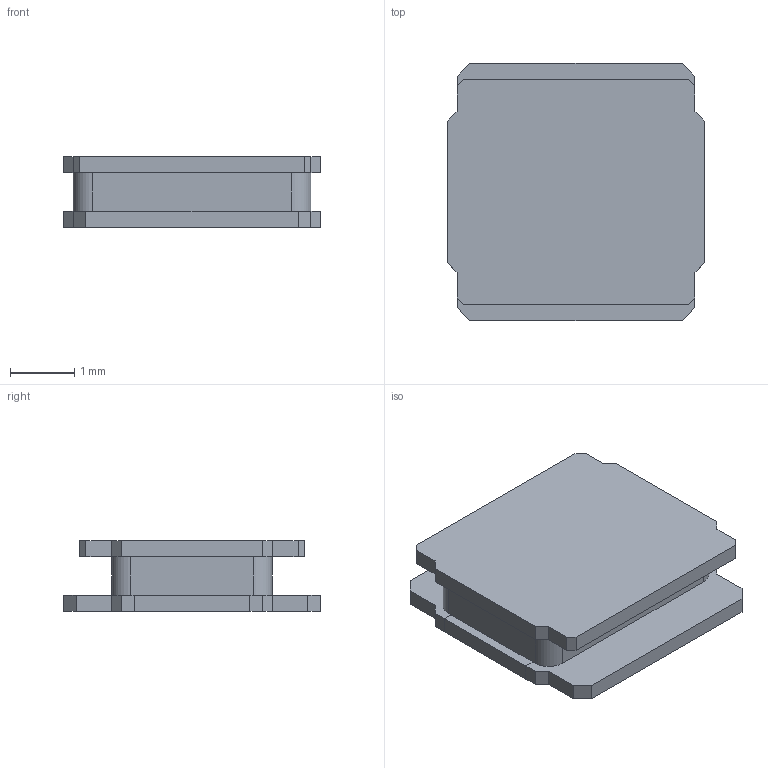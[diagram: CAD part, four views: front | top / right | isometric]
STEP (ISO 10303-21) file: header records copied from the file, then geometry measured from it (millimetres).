
FILE_DESCRIPTION(('FreeCAD Model'),'2;1');
FILE_NAME('NR4012_cp.step','2020-04-17T18:52:47',('kicad StepUp'),('ksu MCAD' ),'Open CASCADE STEP processor 7.4','FreeCAD','Unknown');
FILE_SCHEMA(('AUTOMOTIVE_DESIGN { 1 0 10303 214 1 1 1 1 }'));
Length unit declared in the file: millimetre
Products named in the file (1): NR4012_cp
Bounding box: 4 x 4 x 1.1 mm (x, y, z)
Volume: 12.8 mm3; surface area: 95 mm2
Topology: 5 solids, 5 shells, 58 faces, 144 edges, 96 vertices
Faces by surface type: plane 54, cylinder 4
Entity records: 1985 total; most frequent: CARTESIAN_POINT 299, ORIENTED_EDGE 288, DIRECTION 270, EDGE_CURVE 144, LINE 136, VECTOR 136, VERTEX_POINT 96, AXIS2_PLACEMENT_3D 67
